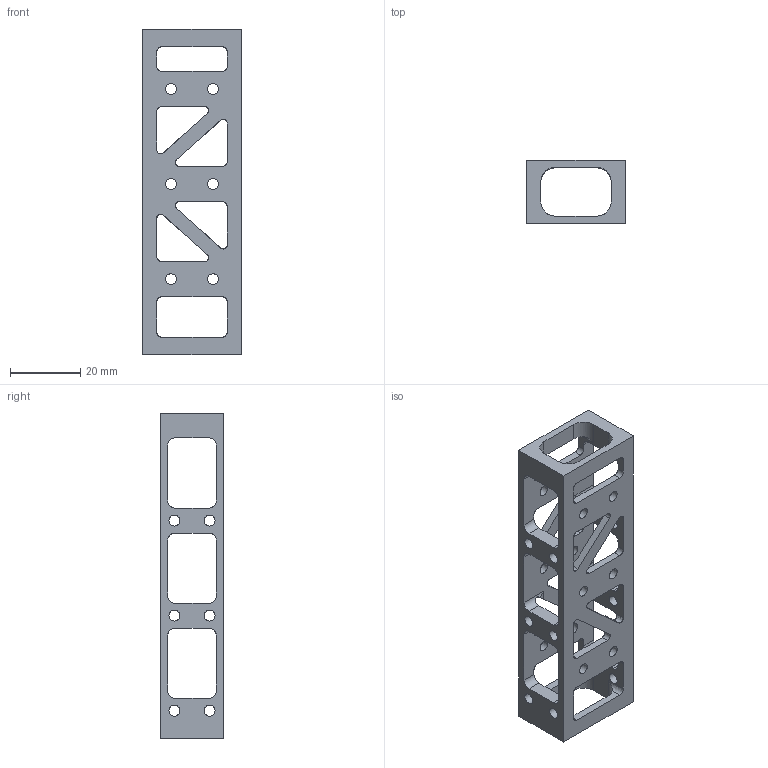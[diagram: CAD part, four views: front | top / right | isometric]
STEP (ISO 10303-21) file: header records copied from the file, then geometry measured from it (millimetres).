
FILE_DESCRIPTION(/* description */ (''),/* implementation_level */ '2;1');
FILE_NAME(/* name */ '',/* time_stamp */ '2024-09-26T16:14:38+08:00',/* author */ (''),/* organization */ (''),/* preprocessor_version */ 'ST-DEVELOPER v20',/* originating_system */ 'Autodesk Translation Framework v13.20.0.188',/* authorisation */ '');
FILE_SCHEMA (('AUTOMOTIVE_DESIGN { 1 0 10303 214 3 1 1 }'));
Length unit declared in the file: millimetre
Products named in the file (1): PR_FDM_PLA__铝方管补强件5
Bounding box: 28 x 18 x 92.5 mm (x, y, z)
Volume: 10648.2 mm3; surface area: 11734.7 mm2
Topology: 1 solids, 1 shells, 160 faces, 528 edges, 352 vertices
Faces by surface type: cylinder 64, plane 56, bspline 40
Full cylindrical faces by diameter (mm): 3.1 x24
Entity records: 7727 total; most frequent: CARTESIAN_POINT 3072, ORIENTED_EDGE 1056, DIRECTION 810, EDGE_CURVE 528, VERTEX_POINT 352, LINE 312, VECTOR 312, AXIS2_PLACEMENT_3D 249
